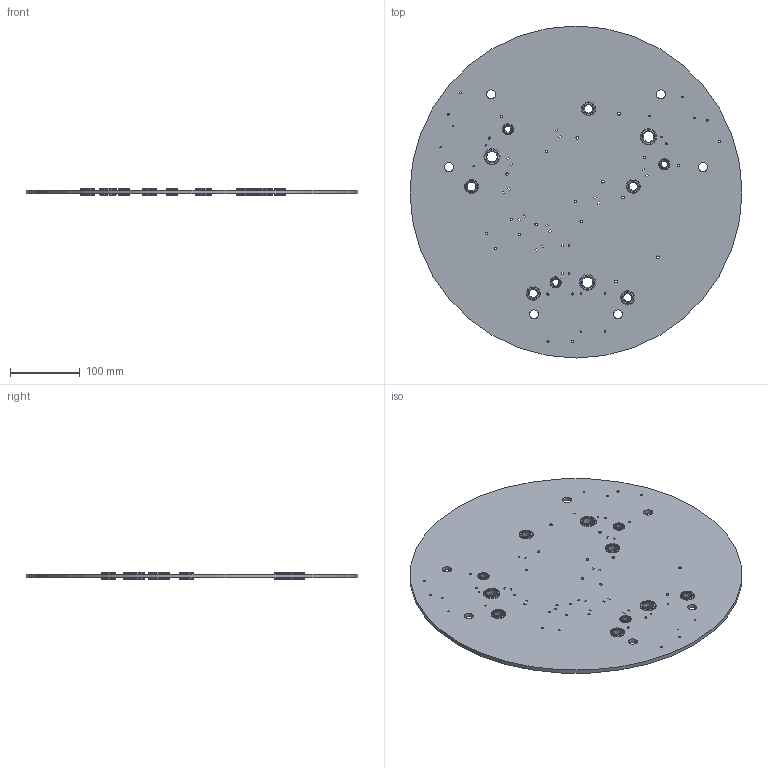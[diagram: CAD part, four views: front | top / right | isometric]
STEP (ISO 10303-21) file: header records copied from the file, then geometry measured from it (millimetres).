
FILE_DESCRIPTION(/* description */ (''),/* implementation_level */ '2;1');
FILE_NAME(/* name */ 'Electrical Platform Assembly v4.step',/* time_stamp */ '2022-10-20T18:04:02-07:00',/* author */ (''),/* organization */ (''),/* preprocessor_version */ 'ST-DEVELOPER v19',/* originating_system */ 'Autodesk Translation Framework v11.7.0.108',/* authorisation */ '');
FILE_SCHEMA (('AUTOMOTIVE_DESIGN { 1 0 10303 214 3 1 1 }'));
Length unit declared in the file: millimetre
Products named in the file (5): Electrical Platform Assembly; Electrical Platform; 9mm ID Grommet; 12mm ID Grommet; 15mm ID Grommet
Assembly tree (12 placements, depth 2):
  Electrical Platform Assembly
    Electrical Platform
    9mm ID Grommet  x3
    12mm ID Grommet  x5
    15mm ID Grommet  x3
Bounding box: 475 x 475 x 11.1 mm (x, y, z)
Volume: 986991.2 mm3; surface area: 380376.7 mm2
Topology: 12 solids, 12 shells, 272 faces, 678 edges, 452 vertices
Faces by surface type: plane 126, cylinder 102, torus 44
Full cylindrical faces by diameter (mm): 2 x12, 3 x16, 3.7 x4, 4 x8, 9 x3, 12 x11, 13 x6, 15 x13, 16 x6, 18 x6, 20 x10, 23 x6, 475 x1
Entity records: 6214 total; most frequent: DIRECTION 1048, CARTESIAN_POINT 1003, ORIENTED_EDGE 972, EDGE_CURVE 486, AXIS2_PLACEMENT_3D 369, EDGE_LOOP 342, VERTEX_POINT 324, LINE 310
